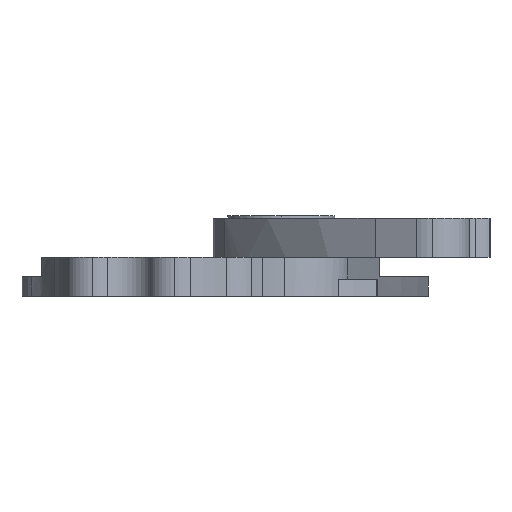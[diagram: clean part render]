
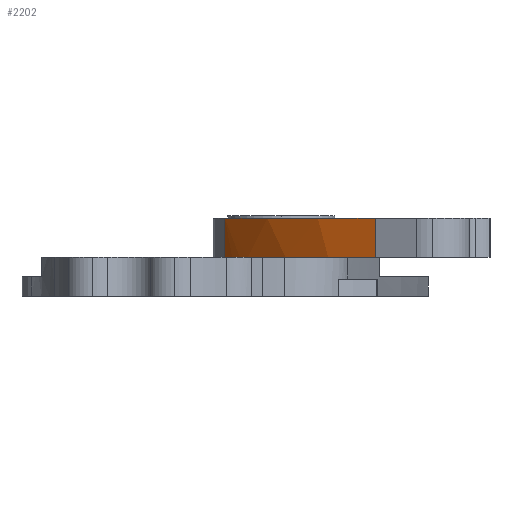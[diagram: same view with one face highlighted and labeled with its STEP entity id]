
A CAD part, left-side view. The second image highlights one B-rep face of the part: STEP entity #2202.
In plain terms, the highlighted cylindrical face has radius 81.295 mm (diameter 162.591 mm), a partial arc.
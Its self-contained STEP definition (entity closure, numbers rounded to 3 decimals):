
#55 = EDGE_CURVE ( 'NONE', #2674, #1973, #233, .T. ) ;
#206 = ORIENTED_EDGE ( 'NONE', *, *, #2419, .T. ) ;
#209 = EDGE_CURVE ( 'NONE', #3696, #3609, #3398, .T. ) ;
#233 = LINE ( 'NONE', #2443, #3252 ) ;
#319 = DIRECTION ( 'NONE',  ( 0., 0., -1. ) ) ;
#439 = CARTESIAN_POINT ( 'NONE',  ( -14.106, 6.856, 8. ) ) ;
#474 = ORIENTED_EDGE ( 'NONE', *, *, #209, .T. ) ;
#485 = CARTESIAN_POINT ( 'NONE',  ( -7.913, 11.549, 16. ) ) ;
#579 = ORIENTED_EDGE ( 'NONE', *, *, #1000, .T. ) ;
#591 = DIRECTION ( 'NONE',  ( 0., 0., 1. ) ) ;
#738 = CIRCLE ( 'NONE', #2498, 81.295 ) ;
#740 = CIRCLE ( 'NONE', #3567, 81.295 ) ;
#787 = DIRECTION ( 'NONE',  ( 0., 0., 1. ) ) ;
#804 = ORIENTED_EDGE ( 'NONE', *, *, #55, .F. ) ;
#1000 = EDGE_CURVE ( 'NONE', #3609, #1973, #740, .T. ) ;
#1133 = CARTESIAN_POINT ( 'NONE',  ( -34.718, -19.241, 16. ) ) ;
#1344 = CARTESIAN_POINT ( 'NONE',  ( -34.718, -19.241, 8. ) ) ;
#1458 = CARTESIAN_POINT ( 'NONE',  ( -7.913, 11.549, 16. ) ) ;
#1512 = EDGE_CURVE ( 'NONE', #1568, #2674, #738, .T. ) ;
#1568 = VERTEX_POINT ( 'NONE', #485 ) ;
#1667 = ORIENTED_EDGE ( 'NONE', *, *, #1512, .F. ) ;
#1690 = DIRECTION ( 'NONE',  ( 0., 0., 1. ) ) ;
#1771 = VECTOR ( 'NONE', #3210, 1000. ) ;
#1786 = CARTESIAN_POINT ( 'NONE',  ( 38.036, -55.515, 16. ) ) ;
#1840 = EDGE_LOOP ( 'NONE', ( #474, #579, #804, #1667, #206 ) ) ;
#1973 = VERTEX_POINT ( 'NONE', #1344 ) ;
#2202 = ADVANCED_FACE ( 'NONE', ( #3277 ), #3188, .T. ) ;
#2322 = DIRECTION ( 'NONE',  ( 1., 0., 0. ) ) ;
#2343 = AXIS2_PLACEMENT_3D ( 'NONE', #2617, #591, #2322 ) ;
#2419 = EDGE_CURVE ( 'NONE', #1568, #3696, #3430, .T. ) ;
#2443 = CARTESIAN_POINT ( 'NONE',  ( -34.718, -19.241, 16. ) ) ;
#2498 = AXIS2_PLACEMENT_3D ( 'NONE', #2812, #787, #2517 ) ;
#2517 = DIRECTION ( 'NONE',  ( 1., 0., 0. ) ) ;
#2544 = CARTESIAN_POINT ( 'NONE',  ( -7.913, 11.549, 8. ) ) ;
#2617 = CARTESIAN_POINT ( 'NONE',  ( 38.036, -55.515, 8. ) ) ;
#2658 = DIRECTION ( 'NONE',  ( -1., 0., 0. ) ) ;
#2674 = VERTEX_POINT ( 'NONE', #1133 ) ;
#2812 = CARTESIAN_POINT ( 'NONE',  ( 38.036, -55.515, 16. ) ) ;
#3150 = AXIS2_PLACEMENT_3D ( 'NONE', #1786, #319, #2658 ) ;
#3188 = CYLINDRICAL_SURFACE ( 'NONE', #3150, 81.295 ) ;
#3210 = DIRECTION ( 'NONE',  ( 0., 0., -1. ) ) ;
#3252 = VECTOR ( 'NONE', #3314, 1000. ) ;
#3277 = FACE_OUTER_BOUND ( 'NONE', #1840, .T. ) ;
#3314 = DIRECTION ( 'NONE',  ( 0., 0., -1. ) ) ;
#3398 = CIRCLE ( 'NONE', #2343, 81.295 ) ;
#3430 = LINE ( 'NONE', #1458, #1771 ) ;
#3443 = DIRECTION ( 'NONE',  ( 1., 0., 0. ) ) ;
#3567 = AXIS2_PLACEMENT_3D ( 'NONE', #3759, #1690, #3443 ) ;
#3609 = VERTEX_POINT ( 'NONE', #439 ) ;
#3696 = VERTEX_POINT ( 'NONE', #2544 ) ;
#3759 = CARTESIAN_POINT ( 'NONE',  ( 38.036, -55.515, 8. ) ) ;
